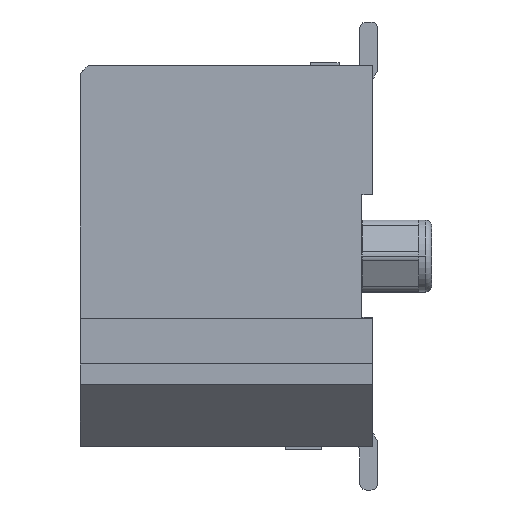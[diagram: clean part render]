
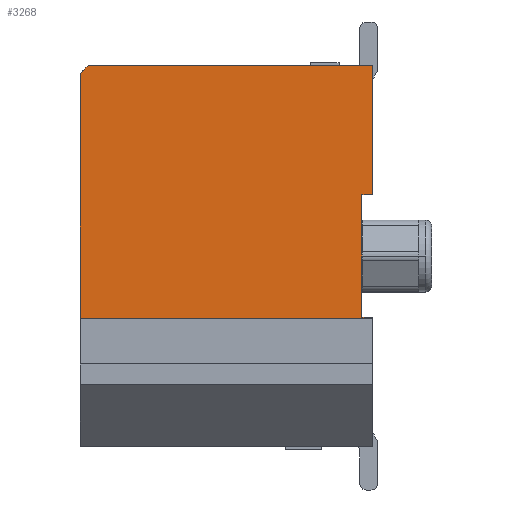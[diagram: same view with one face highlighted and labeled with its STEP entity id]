
A CAD part, left-side view. The second image highlights one B-rep face of the part: STEP entity #3268.
In plain terms, the highlighted planar face has unit normal (-1, 0, 0).
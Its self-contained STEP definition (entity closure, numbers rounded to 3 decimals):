
#3268=ADVANCED_FACE('',(#6600),#6601,.F.);
#6600=FACE_OUTER_BOUND('',#9962,.T.);
#6601=PLANE('',#9963);
#9962=EDGE_LOOP('',(#20763,#20764,#20765,#20766,#20767,#20768,#20769,#20770,#20771));
#9963=AXIS2_PLACEMENT_3D('',#20772,#20773,#20774);
#20763=ORIENTED_EDGE('',*,*,#25388,.T.);
#20764=ORIENTED_EDGE('',*,*,#25400,.F.);
#20765=ORIENTED_EDGE('',*,*,#25404,.T.);
#20766=ORIENTED_EDGE('',*,*,#24783,.T.);
#20767=ORIENTED_EDGE('',*,*,#25405,.T.);
#20768=ORIENTED_EDGE('',*,*,#25406,.F.);
#20769=ORIENTED_EDGE('',*,*,#25322,.F.);
#20770=ORIENTED_EDGE('',*,*,#25302,.T.);
#20771=ORIENTED_EDGE('',*,*,#24463,.T.);
#20772=CARTESIAN_POINT('',(0.0,2.839,0.0));
#20773=DIRECTION('',(1.0,0.0,0.0));
#20774=DIRECTION('',(0.0,0.0,-1.0));
#24463=EDGE_CURVE('',#30616,#30614,#30617,.T.);
#24783=EDGE_CURVE('',#31116,#31114,#31117,.T.);
#25302=EDGE_CURVE('',#31834,#30616,#31835,.T.);
#25322=EDGE_CURVE('',#31834,#31866,#31867,.T.);
#25388=EDGE_CURVE('',#30614,#31949,#31951,.T.);
#25400=EDGE_CURVE('',#31966,#31949,#31968,.T.);
#25404=EDGE_CURVE('',#31966,#31116,#31972,.T.);
#25405=EDGE_CURVE('',#31114,#31973,#31974,.T.);
#25406=EDGE_CURVE('',#31866,#31973,#31975,.T.);
#30614=VERTEX_POINT('',#39191);
#30616=VERTEX_POINT('',#39194);
#30617=LINE('',#39195,#39196);
#31114=VERTEX_POINT('',#39951);
#31116=VERTEX_POINT('',#39954);
#31117=LINE('',#39955,#39956);
#31834=VERTEX_POINT('',#41035);
#31835=LINE('',#41036,#41037);
#31866=VERTEX_POINT('',#41083);
#31867=LINE('',#41084,#41085);
#31949=VERTEX_POINT('',#41209);
#31951=LINE('',#41212,#41213);
#31966=VERTEX_POINT('',#41235);
#31968=LINE('',#41238,#41239);
#31972=LINE('',#41244,#41245);
#31973=VERTEX_POINT('',#41246);
#31974=LINE('',#41247,#41248);
#31975=LINE('',#41249,#41250);
#39191=CARTESIAN_POINT('',(0.0,5.678,-1.211));
#39194=CARTESIAN_POINT('',(0.0,5.678,3.548));
#39195=CARTESIAN_POINT('',(0.0,5.678,0.0));
#39196=VECTOR('',#45054,1.0);
#39951=CARTESIAN_POINT('',(0.0,0.203,1.194));
#39954=CARTESIAN_POINT('',(0.0,0.203,-1.194));
#39955=CARTESIAN_POINT('',(0.0,0.203,0.0));
#39956=VECTOR('',#45314,1.0);
#41035=CARTESIAN_POINT('',(0.0,5.526,3.7));
#41036=CARTESIAN_POINT('',(0.0,5.817,3.409));
#41037=VECTOR('',#45677,1.0);
#41083=CARTESIAN_POINT('',(0.0,0.0,3.7));
#41084=CARTESIAN_POINT('',(0.0,2.839,3.7));
#41085=VECTOR('',#45693,1.0);
#41209=CARTESIAN_POINT('',(0.0,0.0,-1.211));
#41212=CARTESIAN_POINT('',(0.0,2.839,-1.211));
#41213=VECTOR('',#45737,1.0);
#41235=CARTESIAN_POINT('',(0.0,0.0,-1.194));
#41238=CARTESIAN_POINT('',(0.0,0.0,0.0));
#41239=VECTOR('',#45746,1.0);
#41244=CARTESIAN_POINT('',(0.0,1.445,-1.194));
#41245=VECTOR('',#45748,1.0);
#41246=CARTESIAN_POINT('',(0.0,0.0,1.194));
#41247=CARTESIAN_POINT('',(0.0,1.445,1.194));
#41248=VECTOR('',#45749,1.0);
#41249=CARTESIAN_POINT('',(0.0,0.0,0.0));
#41250=VECTOR('',#45750,1.0);
#45054=DIRECTION('',(0.0,0.0,-1.0));
#45314=DIRECTION('',(-0.0,0.0,1.0));
#45677=DIRECTION('',(0.0,0.707,-0.707));
#45693=DIRECTION('',(0.0,-1.0,0.0));
#45737=DIRECTION('',(0.0,-1.0,0.0));
#45746=DIRECTION('',(0.0,0.0,-1.0));
#45748=DIRECTION('',(0.0,1.0,0.0));
#45749=DIRECTION('',(0.0,-1.0,0.0));
#45750=DIRECTION('',(0.0,0.0,-1.0));
